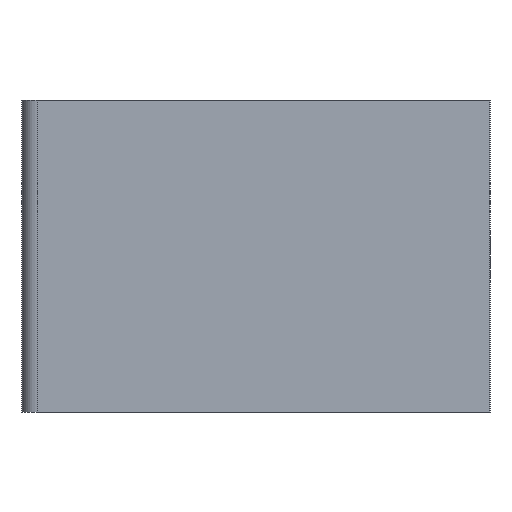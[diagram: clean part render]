
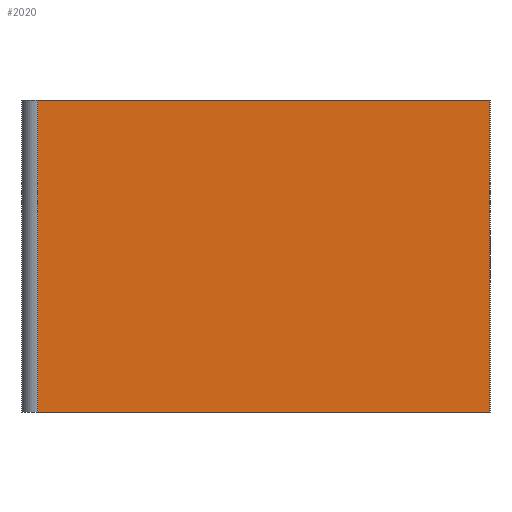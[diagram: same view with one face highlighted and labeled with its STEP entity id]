
A CAD part, left-side view. The second image highlights one B-rep face of the part: STEP entity #2020.
In plain terms, the highlighted planar face has unit normal (-1, 0, 0).
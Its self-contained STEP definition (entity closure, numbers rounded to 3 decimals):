
#700=CARTESIAN_POINT('',(0.,29.,0.));
#710=VERTEX_POINT('',#700);
#740=CARTESIAN_POINT('',(0.,0.,0.));
#750=DIRECTION('',(0.,1.,0.));
#760=VECTOR('',#750,1.);
#770=LINE('',#740,#760);
#780=CARTESIAN_POINT('',(0.,0.,0.));
#790=VERTEX_POINT('',#780);
#800=EDGE_CURVE('',#790,#710,#770,.T.);
#960=CARTESIAN_POINT('',(0.,0.,20.));
#970=DIRECTION('',(0.,1.,0.));
#980=VECTOR('',#970,1.);
#990=LINE('',#960,#980);
#1000=CARTESIAN_POINT('',(0.,0.,20.));
#1010=VERTEX_POINT('',#1000);
#1020=CARTESIAN_POINT('',(0.,29.,20.));
#1030=VERTEX_POINT('',#1020);
#1040=EDGE_CURVE('',#1010,#1030,#990,.T.);
#1810=CARTESIAN_POINT('',(0.,0.,0.));
#1820=DIRECTION('',(-1.,0.,0.));
#1830=DIRECTION('',(0.,1.,0.));
#1840=AXIS2_PLACEMENT_3D('',#1810,#1820,#1830);
#1850=PLANE('',#1840);
#1860=ORIENTED_EDGE('',*,*,#1040,.T.);
#1870=CARTESIAN_POINT('',(0.,0.,0.));
#1880=DIRECTION('',(0.,0.,1.));
#1890=VECTOR('',#1880,1.);
#1900=LINE('',#1870,#1890);
#1910=EDGE_CURVE('',#790,#1010,#1900,.T.);
#1920=ORIENTED_EDGE('',*,*,#1910,.T.);
#1930=ORIENTED_EDGE('',*,*,#800,.F.);
#1940=CARTESIAN_POINT('',(0.,29.,0.));
#1950=DIRECTION('',(0.,0.,1.));
#1960=VECTOR('',#1950,1.);
#1970=LINE('',#1940,#1960);
#1980=EDGE_CURVE('',#710,#1030,#1970,.T.);
#1990=ORIENTED_EDGE('',*,*,#1980,.F.);
#2000=EDGE_LOOP('',(#1990,#1930,#1920,#1860));
#2010=FACE_OUTER_BOUND('',#2000,.T.);
#2020=ADVANCED_FACE('',(#2010),#1850,.T.);
